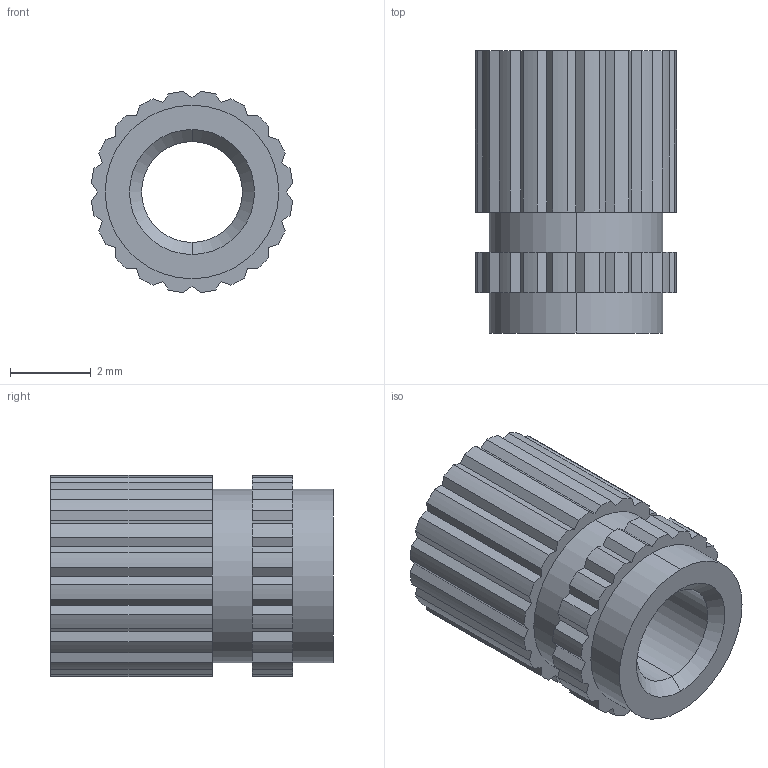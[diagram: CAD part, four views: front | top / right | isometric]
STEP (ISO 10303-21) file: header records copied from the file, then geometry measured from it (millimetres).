
FILE_DESCRIPTION (( 'STEP AP203' ), '1' );
FILE_NAME ('DC04_B01_INSERT_M3_Défaut_sldprt.STEP', '2020-08-31T14:55:51', ( '' ), ( '' ), 'SwSTEP 2.0', 'SolidWorks 2020', '' );
FILE_SCHEMA (( 'CONFIG_CONTROL_DESIGN' ));
Length unit declared in the file: millimetre
Products named in the file (1): DC04_B01_INSERT_M3_Défaut_sldprt
Bounding box: 4.98 x 7 x 4.98 mm (x, y, z)
Volume: 89.2 mm3; surface area: 206.7 mm2
Topology: 1 solids, 1 shells, 133 faces, 382 edges, 254 vertices
Faces by surface type: plane 85, cylinder 46, cone 2
Entity records: 4435 total; most frequent: CARTESIAN_POINT 770, ORIENTED_EDGE 764, DIRECTION 744, EDGE_CURVE 382, LINE 288, VECTOR 288, VERTEX_POINT 254, AXIS2_PLACEMENT_3D 228
